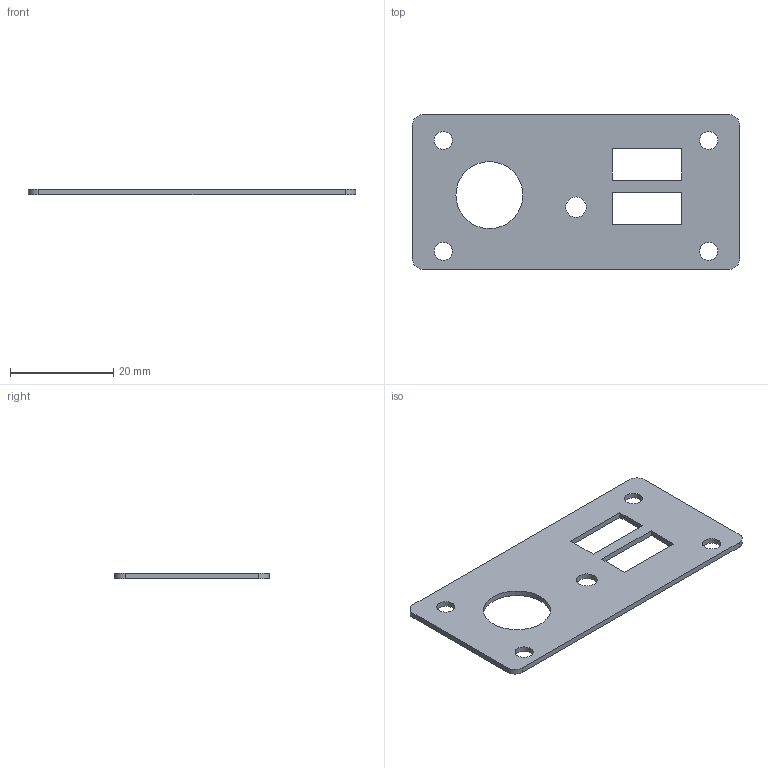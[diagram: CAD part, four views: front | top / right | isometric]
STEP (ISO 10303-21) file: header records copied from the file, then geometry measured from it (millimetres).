
FILE_DESCRIPTION(('KiCad electronic assembly'),'2;1');
FILE_NAME('frontcase.step','2022-10-31T01:29:51',('Pcbnew'),('Kicad'), 'Open CASCADE STEP processor 7.6','KiCad to STEP converter','Unknown' );
FILE_SCHEMA(('AUTOMOTIVE_DESIGN { 1 0 10303 214 1 1 1 1 }'));
Length unit declared in the file: millimetre
Products named in the file (2): frontcase 1; frontcase PCB
Assembly tree (1 placements, depth 2):
  frontcase 1
    frontcase PCB
Bounding box: 63.5 x 30 x 1.09 mm (x, y, z)
Volume: 1689.3 mm3; surface area: 3491.9 mm2
Topology: 1 solids, 1 shells, 24 faces, 66 edges, 44 vertices
Faces by surface type: plane 14, cylinder 10
Full cylindrical faces by diameter (mm): 3.5 x4, 4 x1, 13 x1
Entity records: 1707 total; most frequent: DIRECTION 270, CARTESIAN_POINT 268, LINE 158, VECTOR 158, ORIENTED_EDGE 132, PCURVE 132, DEFINITIONAL_REPRESENTATION 132, EDGE_CURVE 66
